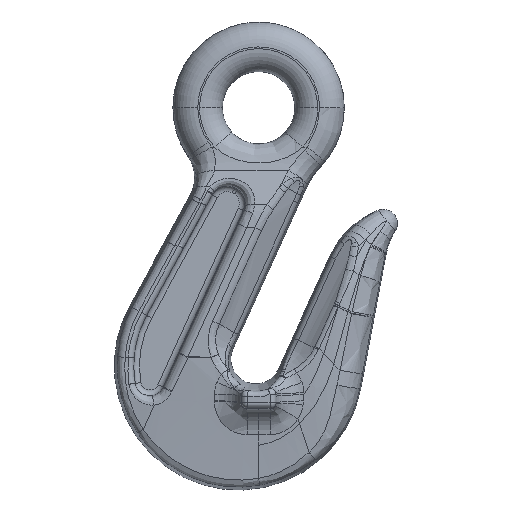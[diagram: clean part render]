
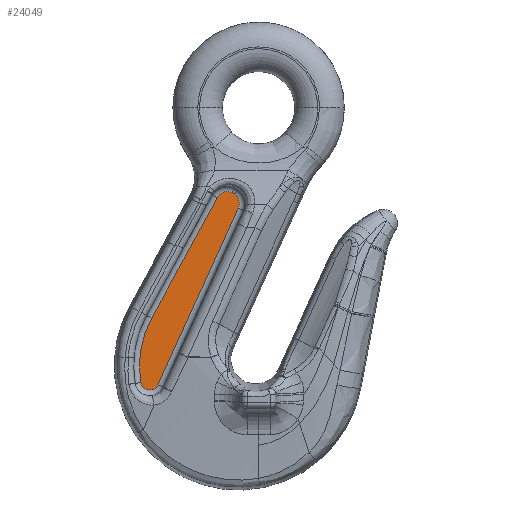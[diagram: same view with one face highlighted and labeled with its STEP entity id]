
A CAD part, top view. The second image highlights one B-rep face of the part: STEP entity #24049.
In plain terms, the highlighted planar face has unit normal (0, 0, 1).
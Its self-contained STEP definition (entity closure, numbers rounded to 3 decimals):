
#23647=CARTESIAN_POINT('Axis2P3D Location',(-10.489,-135.387,10.)) ;
#23651=CARTESIAN_POINT('Vertex',(-61.798,-144.186,10.)) ;
#23653=CARTESIAN_POINT('Vertex',(-56.153,-110.392,10.)) ;
#23678=CARTESIAN_POINT('Line Origine',(-41.57,-83.75,10.)) ;
#23682=CARTESIAN_POINT('Vertex',(-21.554,-47.185,10.)) ;
#23702=CARTESIAN_POINT('Axis2P3D Location',(-57.143,-143.388,10.)) ;
#23706=CARTESIAN_POINT('Vertex',(-52.845,-145.344,10.)) ;
#23815=CARTESIAN_POINT('Line Origine',(-30.592,-96.429,10.)) ;
#23819=CARTESIAN_POINT('Vertex',(-10.668,-52.631,10.)) ;
#23979=CARTESIAN_POINT('Control Point',(-12.612,-45.195,10.)) ;
#23980=CARTESIAN_POINT('Control Point',(-12.81,-45.051,10.)) ;
#23981=CARTESIAN_POINT('Control Point',(-13.015,-44.916,10.)) ;
#23982=CARTESIAN_POINT('Control Point',(-13.227,-44.791,10.)) ;
#23983=CARTESIAN_POINT('Control Point',(-13.446,-44.677,10.)) ;
#23984=CARTESIAN_POINT('Control Point',(-13.67,-44.574,10.)) ;
#23985=CARTESIAN_POINT('Vertex',(-13.67,-44.574,10.)) ;
#23987=CARTESIAN_POINT('Vertex',(-12.612,-45.195,10.)) ;
#24018=CARTESIAN_POINT('Axis2P3D Location',(-16.212,-50.109,10.)) ;
#24030=CARTESIAN_POINT('Axis2P3D Location',(0.,0.,10.)) ;
#24035=CARTESIAN_POINT('Axis2P3D Location',(-16.212,-50.109,10.)) ;
#23648=DIRECTION('Axis2P3D Direction',(0.,-0.,1.)) ;
#23679=DIRECTION('Vector Direction',(0.48,0.877,0.)) ;
#23703=DIRECTION('Axis2P3D Direction',(0.,-0.,1.)) ;
#23816=DIRECTION('Vector Direction',(0.414,0.91,0.)) ;
#24019=DIRECTION('Axis2P3D Direction',(-0.,0.,1.)) ;
#24031=DIRECTION('Axis2P3D Direction',(0.,0.,1.)) ;
#24032=DIRECTION('Axis2P3D XDirection',(1.,0.,0.)) ;
#24036=DIRECTION('Axis2P3D Direction',(0.,0.,1.)) ;
#23649=AXIS2_PLACEMENT_3D('Circle Axis2P3D',#23647,#23648,$) ;
#23704=AXIS2_PLACEMENT_3D('Circle Axis2P3D',#23702,#23703,$) ;
#24020=AXIS2_PLACEMENT_3D('Circle Axis2P3D',#24018,#24019,$) ;
#24033=AXIS2_PLACEMENT_3D('Plane Axis2P3D',#24030,#24031,#24032) ;
#24037=AXIS2_PLACEMENT_3D('Circle Axis2P3D',#24035,#24036,$) ;
#24041=ORIENTED_EDGE('',*,*,#24039,.F.) ;
#24042=ORIENTED_EDGE('',*,*,#23989,.F.) ;
#24043=ORIENTED_EDGE('',*,*,#24022,.F.) ;
#24044=ORIENTED_EDGE('',*,*,#23684,.F.) ;
#24045=ORIENTED_EDGE('',*,*,#23655,.F.) ;
#24046=ORIENTED_EDGE('',*,*,#23708,.F.) ;
#24047=ORIENTED_EDGE('',*,*,#23821,.F.) ;
#23680=VECTOR('Line Direction',#23679,1.) ;
#23817=VECTOR('Line Direction',#23816,1.) ;
#24049=ADVANCED_FACE('\X2\51E04F554F53\X0\.2',(#24048),#24034,.T.) ;
#23978=B_SPLINE_CURVE_WITH_KNOTS('',5,(#23979,#23980,#23981,#23982,#23983,#23984),.UNSPECIFIED.,.F.,.U.,(6,6),(15.362,19.095),.UNSPECIFIED.) ;
#23650=CIRCLE('generated circle',#23649,52.058) ;
#23705=CIRCLE('generated circle',#23704,4.722) ;
#24021=CIRCLE('generated circle',#24020,6.091) ;
#24038=CIRCLE('generated circle',#24037,6.091) ;
#23655=EDGE_CURVE('',#23652,#23654,#23650,.F.) ;
#23684=EDGE_CURVE('',#23654,#23683,#23681,.T.) ;
#23708=EDGE_CURVE('',#23707,#23652,#23705,.F.) ;
#23821=EDGE_CURVE('',#23820,#23707,#23818,.F.) ;
#23989=EDGE_CURVE('',#23986,#23988,#23978,.F.) ;
#24022=EDGE_CURVE('',#23683,#23986,#24021,.F.) ;
#24039=EDGE_CURVE('',#23988,#23820,#24038,.F.) ;
#24040=EDGE_LOOP('',(#24041,#24042,#24043,#24044,#24045,#24046,#24047)) ;
#24048=FACE_OUTER_BOUND('',#24040,.T.) ;
#23681=LINE('Line',#23678,#23680) ;
#23818=LINE('Line',#23815,#23817) ;
#24034=PLANE('',#24033) ;
#23652=VERTEX_POINT('',#23651) ;
#23654=VERTEX_POINT('',#23653) ;
#23683=VERTEX_POINT('',#23682) ;
#23707=VERTEX_POINT('',#23706) ;
#23820=VERTEX_POINT('',#23819) ;
#23986=VERTEX_POINT('',#23985) ;
#23988=VERTEX_POINT('',#23987) ;
